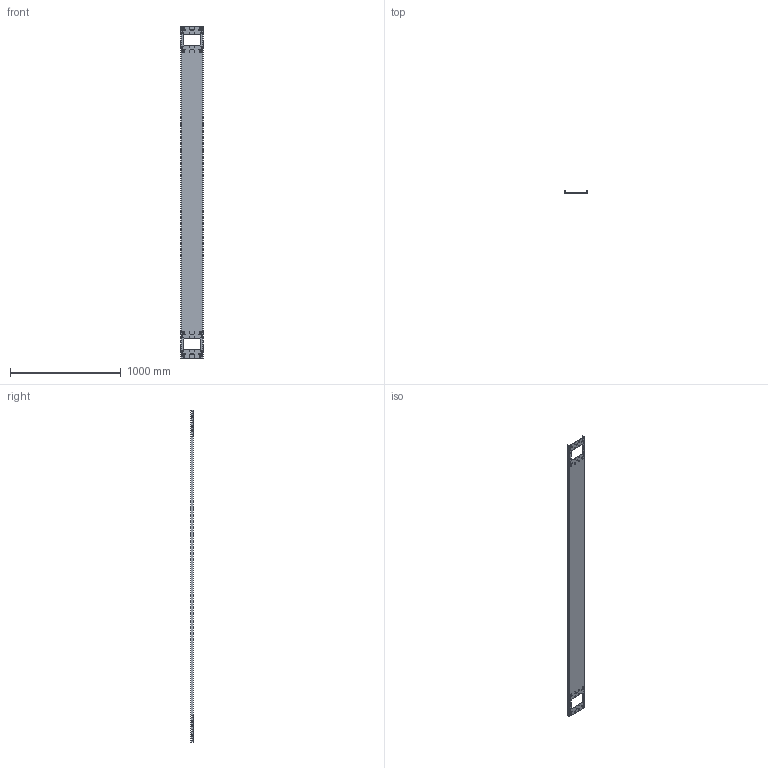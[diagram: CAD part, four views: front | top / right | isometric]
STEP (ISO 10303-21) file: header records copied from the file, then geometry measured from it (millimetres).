
FILE_DESCRIPTION((''),'2;1');
FILE_NAME('6070442','2012-08-09T',('AndreasKeweloh'),(''),'PRO/ENGINEER BY PARAMETRIC TECHNOLOGY CORPORATION, 2012130','PRO/ENGINEER BY PARAMETRIC TECHNOLOGY CORPORATION, 2012130','');
FILE_SCHEMA(('CONFIG_CONTROL_DESIGN'));
Length unit declared in the file: millimetre
Products named in the file (1): 6070442
Bounding box: 200 x 25 x 3000 mm (x, y, z)
Volume: 1041629 mm3; surface area: 1405347.5 mm2
Topology: 1 solids, 1 shells, 402 faces, 1200 edges, 800 vertices
Faces by surface type: cylinder 232, plane 170
Entity records: 14070 total; most frequent: DIRECTION 2468, CARTESIAN_POINT 2402, ORIENTED_EDGE 2400, EDGE_CURVE 1200, AXIS2_PLACEMENT_3D 866, VERTEX_POINT 800, VECTOR 736, LINE 736
